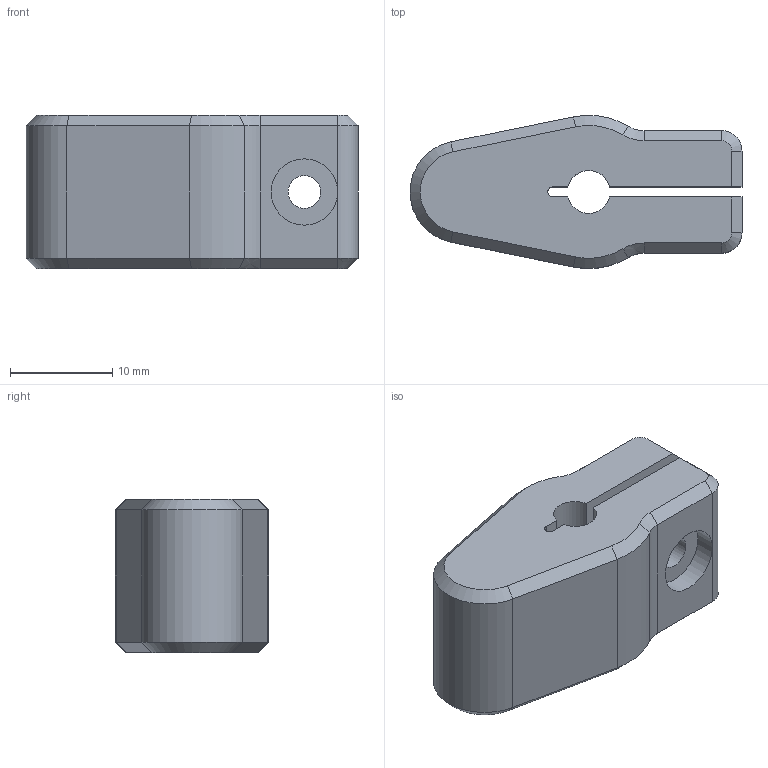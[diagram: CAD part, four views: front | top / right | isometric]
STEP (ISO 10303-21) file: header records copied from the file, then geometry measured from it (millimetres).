
FILE_DESCRIPTION(/* description */ (''),/* implementation_level */ '2;1');
FILE_NAME(/* name */ 'PTFE_Flush_Cutter v2.step',/* time_stamp */ '2022-05-21T20:14:10-07:00',/* author */ (''),/* organization */ (''),/* preprocessor_version */ 'ST-DEVELOPER v18.1',/* originating_system */ 'Autodesk Translation Framework v10.14.0.1471',/* authorisation */ '');
FILE_SCHEMA (('AUTOMOTIVE_DESIGN { 1 0 10303 214 3 1 1 }'));
Length unit declared in the file: millimetre
Products named in the file (1): PTFE_Flush_Cutter
Bounding box: 32.5 x 14.98 x 15 mm (x, y, z)
Volume: 5075.1 mm3; surface area: 2590.4 mm2
Topology: 1 solids, 1 shells, 59 faces, 143 edges, 87 vertices
Faces by surface type: plane 32, cone 14, cylinder 13
Full cylindrical faces by diameter (mm): 3.2 x2, 6.5 x1
Entity records: 1739 total; most frequent: DIRECTION 304, CARTESIAN_POINT 290, ORIENTED_EDGE 286, EDGE_CURVE 143, LINE 102, VECTOR 102, AXIS2_PLACEMENT_3D 101, VERTEX_POINT 87
